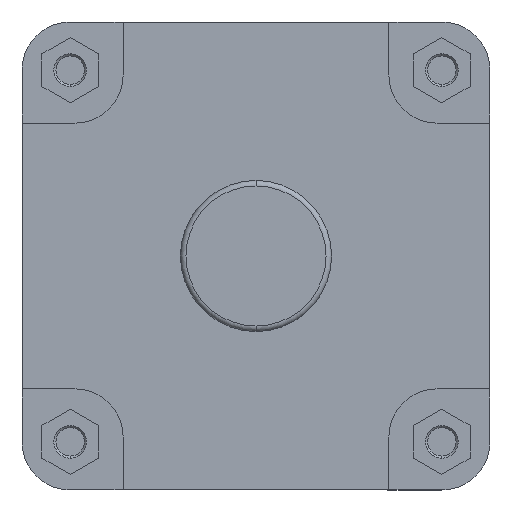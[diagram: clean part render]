
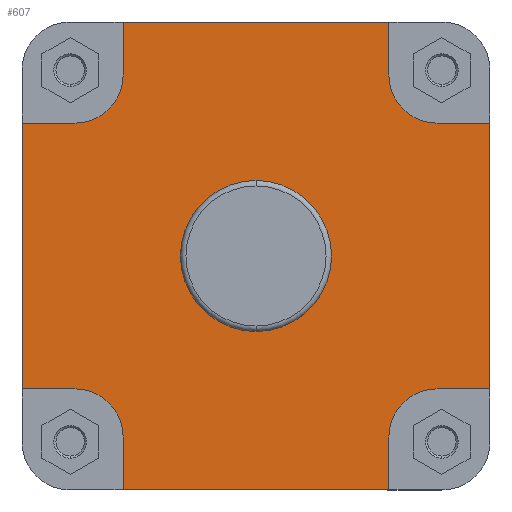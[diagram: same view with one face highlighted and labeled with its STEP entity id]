
A CAD part, left-side view. The second image highlights one B-rep face of the part: STEP entity #607.
In plain terms, the highlighted planar face has unit normal (-1, 0, 0).
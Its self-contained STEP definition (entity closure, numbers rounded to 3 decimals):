
#129 = EDGE_LOOP ( 'NONE', ( #589, #573 ) ) ;
#147 = EDGE_LOOP ( 'NONE', ( #592, #577, #578, #567, #568, #569, #571, #566, #565, #570, #564, #560, #563, #559, #562, #556 ) ) ;
#556 = ORIENTED_EDGE ( 'NONE', *, *, #1090, .F. ) ;
#559 = ORIENTED_EDGE ( 'NONE', *, *, #1092, .F. ) ;
#560 = ORIENTED_EDGE ( 'NONE', *, *, #1094, .F. ) ;
#562 = ORIENTED_EDGE ( 'NONE', *, *, #1091, .F. ) ;
#563 = ORIENTED_EDGE ( 'NONE', *, *, #1093, .F. ) ;
#564 = ORIENTED_EDGE ( 'NONE', *, *, #1095, .F. ) ;
#565 = ORIENTED_EDGE ( 'NONE', *, *, #1097, .F. ) ;
#566 = ORIENTED_EDGE ( 'NONE', *, *, #1098, .F. ) ;
#567 = ORIENTED_EDGE ( 'NONE', *, *, #1104, .F. ) ;
#568 = ORIENTED_EDGE ( 'NONE', *, *, #1101, .T. ) ;
#569 = ORIENTED_EDGE ( 'NONE', *, *, #1100, .F. ) ;
#570 = ORIENTED_EDGE ( 'NONE', *, *, #1096, .F. ) ;
#571 = ORIENTED_EDGE ( 'NONE', *, *, #1099, .F. ) ;
#573 = ORIENTED_EDGE ( 'NONE', *, *, #1121, .F. ) ;
#577 = ORIENTED_EDGE ( 'NONE', *, *, #1102, .F. ) ;
#578 = ORIENTED_EDGE ( 'NONE', *, *, #1105, .F. ) ;
#589 = ORIENTED_EDGE ( 'NONE', *, *, #1169, .F. ) ;
#592 = ORIENTED_EDGE ( 'NONE', *, *, #1103, .T. ) ;
#607 = ADVANCED_FACE ( 'NONE', ( #2482, #2475 ), #3445, .F. ) ;
#1090 = EDGE_CURVE ( 'NONE', #3081, #3086, #5947, .T. ) ;
#1091 = EDGE_CURVE ( 'NONE', #3086, #3102, #5951, .T. ) ;
#1092 = EDGE_CURVE ( 'NONE', #3102, #3074, #5943, .T. ) ;
#1093 = EDGE_CURVE ( 'NONE', #3074, #3106, #5952, .T. ) ;
#1094 = EDGE_CURVE ( 'NONE', #3106, #3108, #5954, .T. ) ;
#1095 = EDGE_CURVE ( 'NONE', #3108, #3114, #5958, .T. ) ;
#1096 = EDGE_CURVE ( 'NONE', #3114, #3076, #5944, .T. ) ;
#1097 = EDGE_CURVE ( 'NONE', #3076, #3193, #5959, .T. ) ;
#1098 = EDGE_CURVE ( 'NONE', #3193, #3101, #5962, .T. ) ;
#1099 = EDGE_CURVE ( 'NONE', #3101, #3117, #5970, .T. ) ;
#1100 = EDGE_CURVE ( 'NONE', #3117, #3120, #5949, .T. ) ;
#1101 = EDGE_CURVE ( 'NONE', #3058, #3120, #5972, .T. ) ;
#1102 = EDGE_CURVE ( 'NONE', #3104, #3077, #5968, .T. ) ;
#1103 = EDGE_CURVE ( 'NONE', #3081, #3077, #5980, .T. ) ;
#1104 = EDGE_CURVE ( 'NONE', #3058, #3099, #5984, .T. ) ;
#1105 = EDGE_CURVE ( 'NONE', #3099, #3104, #5988, .T. ) ;
#1121 = EDGE_CURVE ( 'NONE', #3044, #3119, #6008, .T. ) ;
#1169 = EDGE_CURVE ( 'NONE', #3119, #3044, #6116, .T. ) ;
#1405 = AXIS2_PLACEMENT_3D ( 'NONE', #3434, #3446, #3447 ) ;
#1786 = AXIS2_PLACEMENT_3D ( 'NONE', #5012, #5036, #5038 ) ;
#1788 = AXIS2_PLACEMENT_3D ( 'NONE', #5018, #5055, #5056 ) ;
#1789 = AXIS2_PLACEMENT_3D ( 'NONE', #5033, #5070, #5072 ) ;
#1790 = AXIS2_PLACEMENT_3D ( 'NONE', #5084, #5091, #5092 ) ;
#1800 = AXIS2_PLACEMENT_3D ( 'NONE', #5232, #5239, #5240 ) ;
#1801 = AXIS2_PLACEMENT_3D ( 'NONE', #5127, #5135, #5136 ) ;
#2475 = FACE_OUTER_BOUND ( 'NONE', #147, .T. ) ;
#2482 = FACE_BOUND ( 'NONE', #129, .T. ) ;
#3044 = VERTEX_POINT ( 'NONE', #6943 ) ;
#3058 = VERTEX_POINT ( 'NONE', #6954 ) ;
#3074 = VERTEX_POINT ( 'NONE', #6970 ) ;
#3076 = VERTEX_POINT ( 'NONE', #6972 ) ;
#3077 = VERTEX_POINT ( 'NONE', #6973 ) ;
#3081 = VERTEX_POINT ( 'NONE', #6977 ) ;
#3086 = VERTEX_POINT ( 'NONE', #6982 ) ;
#3099 = VERTEX_POINT ( 'NONE', #6995 ) ;
#3101 = VERTEX_POINT ( 'NONE', #6997 ) ;
#3102 = VERTEX_POINT ( 'NONE', #6998 ) ;
#3104 = VERTEX_POINT ( 'NONE', #7000 ) ;
#3106 = VERTEX_POINT ( 'NONE', #7002 ) ;
#3108 = VERTEX_POINT ( 'NONE', #7004 ) ;
#3114 = VERTEX_POINT ( 'NONE', #7010 ) ;
#3117 = VERTEX_POINT ( 'NONE', #7013 ) ;
#3119 = VERTEX_POINT ( 'NONE', #7015 ) ;
#3120 = VERTEX_POINT ( 'NONE', #7016 ) ;
#3193 = VERTEX_POINT ( 'NONE', #7089 ) ;
#3434 = CARTESIAN_POINT ( 'NONE',  ( 82., 54.9, 0. ) ) ;
#3445 = PLANE ( 'NONE',  #1405 ) ;
#3446 = DIRECTION ( 'NONE',  ( 1., 0., 0. ) ) ;
#3447 = DIRECTION ( 'NONE',  ( 0., 0., -1. ) ) ;
#5012 = CARTESIAN_POINT ( 'NONE',  ( 82., 131.5, -131.5 ) ) ;
#5018 = CARTESIAN_POINT ( 'NONE',  ( 82., 131.5, 131.5 ) ) ;
#5029 = CARTESIAN_POINT ( 'NONE',  ( 82., 96.5, -170. ) ) ;
#5031 = DIRECTION ( 'NONE',  ( 0., 0., 1. ) ) ;
#5033 = CARTESIAN_POINT ( 'NONE',  ( 82., -131.5, 131.5 ) ) ;
#5036 = DIRECTION ( 'NONE',  ( -1., 0., 0. ) ) ;
#5038 = DIRECTION ( 'NONE',  ( 0., 0., -1. ) ) ;
#5040 = CARTESIAN_POINT ( 'NONE',  ( 82., 131.5, -96.5 ) ) ;
#5042 = DIRECTION ( 'NONE',  ( 0., 1., 0. ) ) ;
#5045 = CARTESIAN_POINT ( 'NONE',  ( 82., 170., 0. ) ) ;
#5047 = DIRECTION ( 'NONE',  ( 0., 0., 1. ) ) ;
#5049 = CARTESIAN_POINT ( 'NONE',  ( 82., 170., 96.5 ) ) ;
#5051 = DIRECTION ( 'NONE',  ( 0., -1., 0. ) ) ;
#5053 = CARTESIAN_POINT ( 'NONE',  ( 82., -96.5, -131.5 ) ) ;
#5055 = DIRECTION ( 'NONE',  ( -1., 0., 0. ) ) ;
#5056 = DIRECTION ( 'NONE',  ( 0., 0., -1. ) ) ;
#5058 = CARTESIAN_POINT ( 'NONE',  ( 82., 96.5, 131.5 ) ) ;
#5060 = DIRECTION ( 'NONE',  ( 0., 0., 1. ) ) ;
#5062 = CARTESIAN_POINT ( 'NONE',  ( 82., -374.141, 170. ) ) ;
#5063 = DIRECTION ( 'NONE',  ( 0., -1., 0. ) ) ;
#5066 = CARTESIAN_POINT ( 'NONE',  ( 82., -96.5, 170. ) ) ;
#5068 = DIRECTION ( 'NONE',  ( 0., 0., -1. ) ) ;
#5070 = DIRECTION ( 'NONE',  ( -1., 0., 0. ) ) ;
#5072 = DIRECTION ( 'NONE',  ( 0., 0., -1. ) ) ;
#5075 = CARTESIAN_POINT ( 'NONE',  ( 82., -131.5, 96.5 ) ) ;
#5077 = DIRECTION ( 'NONE',  ( 0., -1., 0. ) ) ;
#5080 = CARTESIAN_POINT ( 'NONE',  ( 82., -170., 0. ) ) ;
#5082 = DIRECTION ( 'NONE',  ( 0., 0., 1. ) ) ;
#5084 = CARTESIAN_POINT ( 'NONE',  ( 82., -131.5, -131.5 ) ) ;
#5085 = DIRECTION ( 'NONE',  ( 0., 0., -1. ) ) ;
#5086 = CARTESIAN_POINT ( 'NONE',  ( 82., -374.141, -170. ) ) ;
#5087 = DIRECTION ( 'NONE',  ( 0., -1., 0. ) ) ;
#5088 = CARTESIAN_POINT ( 'NONE',  ( 82., -170., -96.5 ) ) ;
#5089 = DIRECTION ( 'NONE',  ( 0., 1., 0. ) ) ;
#5091 = DIRECTION ( 'NONE',  ( -1., 0., 0. ) ) ;
#5092 = DIRECTION ( 'NONE',  ( 0., 0., -1. ) ) ;
#5127 = CARTESIAN_POINT ( 'NONE',  ( 82., 0., 0. ) ) ;
#5135 = DIRECTION ( 'NONE',  ( -1., 0., 0. ) ) ;
#5136 = DIRECTION ( 'NONE',  ( 0., 0., 1. ) ) ;
#5232 = CARTESIAN_POINT ( 'NONE',  ( 82., 0., 0. ) ) ;
#5239 = DIRECTION ( 'NONE',  ( -1., 0., 0. ) ) ;
#5240 = DIRECTION ( 'NONE',  ( 0., 0., 1. ) ) ;
#5943 = LINE ( 'NONE', #5040, #5945 ) ;
#5944 = LINE ( 'NONE', #5058, #5950 ) ;
#5945 = VECTOR ( 'NONE', #5042, 1000. ) ;
#5947 = LINE ( 'NONE', #5029, #5948 ) ;
#5948 = VECTOR ( 'NONE', #5031, 1000. ) ;
#5949 = LINE ( 'NONE', #5075, #5957 ) ;
#5950 = VECTOR ( 'NONE', #5060, 1000. ) ;
#5951 = CIRCLE ( 'NONE', #1786, 35. ) ;
#5952 = LINE ( 'NONE', #5045, #5953 ) ;
#5953 = VECTOR ( 'NONE', #5047, 1000. ) ;
#5954 = LINE ( 'NONE', #5049, #5955 ) ;
#5955 = VECTOR ( 'NONE', #5051, 1000. ) ;
#5957 = VECTOR ( 'NONE', #5077, 1000. ) ;
#5958 = CIRCLE ( 'NONE', #1788, 35. ) ;
#5959 = LINE ( 'NONE', #5062, #5960 ) ;
#5960 = VECTOR ( 'NONE', #5063, 1000. ) ;
#5962 = LINE ( 'NONE', #5066, #5964 ) ;
#5964 = VECTOR ( 'NONE', #5068, 1000. ) ;
#5968 = LINE ( 'NONE', #5053, #5976 ) ;
#5970 = CIRCLE ( 'NONE', #1789, 35. ) ;
#5972 = LINE ( 'NONE', #5080, #5974 ) ;
#5974 = VECTOR ( 'NONE', #5082, 1000. ) ;
#5976 = VECTOR ( 'NONE', #5085, 1000. ) ;
#5980 = LINE ( 'NONE', #5086, #5982 ) ;
#5982 = VECTOR ( 'NONE', #5087, 1000. ) ;
#5984 = LINE ( 'NONE', #5088, #5985 ) ;
#5985 = VECTOR ( 'NONE', #5089, 1000. ) ;
#5988 = CIRCLE ( 'NONE', #1790, 35. ) ;
#6008 = CIRCLE ( 'NONE', #1801, 54.9 ) ;
#6116 = CIRCLE ( 'NONE', #1800, 54.9 ) ;
#6943 = CARTESIAN_POINT ( 'NONE',  ( 82., 0., -54.9 ) ) ;
#6954 = CARTESIAN_POINT ( 'NONE',  ( 82., -170., -96.5 ) ) ;
#6970 = CARTESIAN_POINT ( 'NONE',  ( 82., 170., -96.5 ) ) ;
#6972 = CARTESIAN_POINT ( 'NONE',  ( 82., 96.5, 170. ) ) ;
#6973 = CARTESIAN_POINT ( 'NONE',  ( 82., -96.5, -170. ) ) ;
#6977 = CARTESIAN_POINT ( 'NONE',  ( 82., 96.5, -170. ) ) ;
#6982 = CARTESIAN_POINT ( 'NONE',  ( 82., 96.5, -131.5 ) ) ;
#6995 = CARTESIAN_POINT ( 'NONE',  ( 82., -131.5, -96.5 ) ) ;
#6997 = CARTESIAN_POINT ( 'NONE',  ( 82., -96.5, 131.5 ) ) ;
#6998 = CARTESIAN_POINT ( 'NONE',  ( 82., 131.5, -96.5 ) ) ;
#7000 = CARTESIAN_POINT ( 'NONE',  ( 82., -96.5, -131.5 ) ) ;
#7002 = CARTESIAN_POINT ( 'NONE',  ( 82., 170., 96.5 ) ) ;
#7004 = CARTESIAN_POINT ( 'NONE',  ( 82., 131.5, 96.5 ) ) ;
#7010 = CARTESIAN_POINT ( 'NONE',  ( 82., 96.5, 131.5 ) ) ;
#7013 = CARTESIAN_POINT ( 'NONE',  ( 82., -131.5, 96.5 ) ) ;
#7015 = CARTESIAN_POINT ( 'NONE',  ( 82., 0., 54.9 ) ) ;
#7016 = CARTESIAN_POINT ( 'NONE',  ( 82., -170., 96.5 ) ) ;
#7089 = CARTESIAN_POINT ( 'NONE',  ( 82., -96.5, 170. ) ) ;
